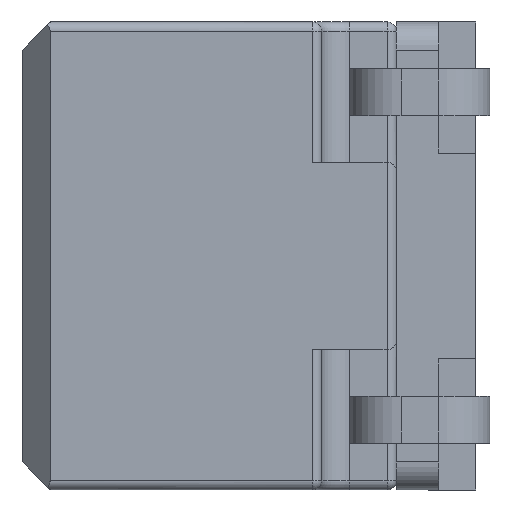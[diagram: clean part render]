
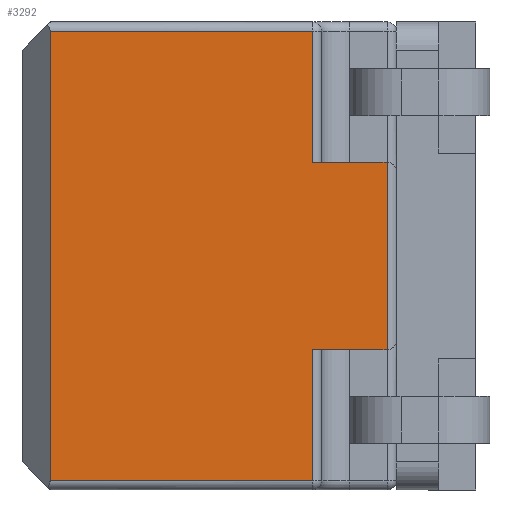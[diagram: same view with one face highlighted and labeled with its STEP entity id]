
A CAD part, left-side view. The second image highlights one B-rep face of the part: STEP entity #3292.
In plain terms, the highlighted planar face has unit normal (-1, 0, 0).
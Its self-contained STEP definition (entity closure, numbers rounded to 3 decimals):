
#45 = CARTESIAN_POINT ( 'NONE',  ( -2.5, 4.5, 2.4 ) ) ;
#148 = PLANE ( 'NONE',  #1400 ) ;
#180 = CARTESIAN_POINT ( 'NONE',  ( -2.5, 1.7, 2.4 ) ) ;
#210 = VECTOR ( 'NONE', #3954, 1000. ) ;
#226 = VERTEX_POINT ( 'NONE', #1712 ) ;
#252 = CARTESIAN_POINT ( 'NONE',  ( -2.5, 1.6, 1. ) ) ;
#714 = EDGE_CURVE ( 'NONE', #1933, #2634, #1414, .T. ) ;
#797 = EDGE_CURVE ( 'NONE', #3411, #1032, #3593, .T. ) ;
#813 = ORIENTED_EDGE ( 'NONE', *, *, #3310, .T. ) ;
#852 = DIRECTION ( 'NONE',  ( 0., -1., 0. ) ) ;
#1032 = VERTEX_POINT ( 'NONE', #180 ) ;
#1056 = VECTOR ( 'NONE', #2482, 1000. ) ;
#1066 = CARTESIAN_POINT ( 'NONE',  ( -2.5, 4.8, -2.4 ) ) ;
#1088 = EDGE_CURVE ( 'NONE', #226, #1840, #1499, .T. ) ;
#1153 = DIRECTION ( 'NONE',  ( 0., 0., -1. ) ) ;
#1265 = VECTOR ( 'NONE', #852, 1000. ) ;
#1353 = ORIENTED_EDGE ( 'NONE', *, *, #2850, .F. ) ;
#1400 = AXIS2_PLACEMENT_3D ( 'NONE', #2150, #1491, #1153 ) ;
#1414 = LINE ( 'NONE', #3892, #2959 ) ;
#1491 = DIRECTION ( 'NONE',  ( 1., 0., 0. ) ) ;
#1499 = LINE ( 'NONE', #4156, #2763 ) ;
#1570 = EDGE_LOOP ( 'NONE', ( #3194, #2249, #1353, #3468, #4024, #2212, #4220, #813 ) ) ;
#1711 = LINE ( 'NONE', #1066, #4202 ) ;
#1712 = CARTESIAN_POINT ( 'NONE',  ( -2.5, 0.9, -1. ) ) ;
#1730 = CARTESIAN_POINT ( 'NONE',  ( -2.5, 4.8, 2.4 ) ) ;
#1840 = VERTEX_POINT ( 'NONE', #2692 ) ;
#1885 = DIRECTION ( 'NONE',  ( 0., 0., 1. ) ) ;
#1933 = VERTEX_POINT ( 'NONE', #45 ) ;
#2077 = DIRECTION ( 'NONE',  ( 0., 1., 0. ) ) ;
#2110 = VERTEX_POINT ( 'NONE', #3506 ) ;
#2150 = CARTESIAN_POINT ( 'NONE',  ( -2.5, 4.8, 2.5 ) ) ;
#2165 = DIRECTION ( 'NONE',  ( 0., 0., 1. ) ) ;
#2189 = CARTESIAN_POINT ( 'NONE',  ( -2.5, 1.7, 2.5 ) ) ;
#2212 = ORIENTED_EDGE ( 'NONE', *, *, #714, .T. ) ;
#2249 = ORIENTED_EDGE ( 'NONE', *, *, #1088, .T. ) ;
#2482 = DIRECTION ( 'NONE',  ( 0., 0., 1. ) ) ;
#2529 = CARTESIAN_POINT ( 'NONE',  ( -2.5, 1.6, -1. ) ) ;
#2634 = VERTEX_POINT ( 'NONE', #2808 ) ;
#2683 = DIRECTION ( 'NONE',  ( 0., -1., 0. ) ) ;
#2692 = CARTESIAN_POINT ( 'NONE',  ( -2.5, 0.9, 1. ) ) ;
#2763 = VECTOR ( 'NONE', #2165, 1000. ) ;
#2808 = CARTESIAN_POINT ( 'NONE',  ( -2.5, 4.5, -2.4 ) ) ;
#2850 = EDGE_CURVE ( 'NONE', #3411, #1840, #2974, .T. ) ;
#2959 = VECTOR ( 'NONE', #3615, 1000. ) ;
#2974 = LINE ( 'NONE', #252, #210 ) ;
#3073 = LINE ( 'NONE', #2529, #1265 ) ;
#3087 = EDGE_CURVE ( 'NONE', #1032, #1933, #3699, .T. ) ;
#3173 = LINE ( 'NONE', #3473, #1056 ) ;
#3194 = ORIENTED_EDGE ( 'NONE', *, *, #3237, .T. ) ;
#3219 = VECTOR ( 'NONE', #1885, 1000. ) ;
#3237 = EDGE_CURVE ( 'NONE', #4270, #226, #3073, .T. ) ;
#3292 = ADVANCED_FACE ( 'NONE', ( #4154 ), #148, .F. ) ;
#3310 = EDGE_CURVE ( 'NONE', #2110, #4270, #3173, .T. ) ;
#3391 = VECTOR ( 'NONE', #2077, 1000. ) ;
#3411 = VERTEX_POINT ( 'NONE', #3906 ) ;
#3468 = ORIENTED_EDGE ( 'NONE', *, *, #797, .T. ) ;
#3473 = CARTESIAN_POINT ( 'NONE',  ( -2.5, 1.7, -1. ) ) ;
#3506 = CARTESIAN_POINT ( 'NONE',  ( -2.5, 1.7, -2.4 ) ) ;
#3593 = LINE ( 'NONE', #2189, #3219 ) ;
#3615 = DIRECTION ( 'NONE',  ( 0., 0., -1. ) ) ;
#3699 = LINE ( 'NONE', #1730, #3391 ) ;
#3892 = CARTESIAN_POINT ( 'NONE',  ( -2.5, 4.5, -2.5 ) ) ;
#3906 = CARTESIAN_POINT ( 'NONE',  ( -2.5, 1.7, 1. ) ) ;
#3954 = DIRECTION ( 'NONE',  ( 0., -1., 0. ) ) ;
#4024 = ORIENTED_EDGE ( 'NONE', *, *, #3087, .T. ) ;
#4027 = CARTESIAN_POINT ( 'NONE',  ( -2.5, 1.7, -1. ) ) ;
#4154 = FACE_OUTER_BOUND ( 'NONE', #1570, .T. ) ;
#4156 = CARTESIAN_POINT ( 'NONE',  ( -2.5, 0.9, 2.5 ) ) ;
#4202 = VECTOR ( 'NONE', #2683, 1000. ) ;
#4213 = EDGE_CURVE ( 'NONE', #2634, #2110, #1711, .T. ) ;
#4220 = ORIENTED_EDGE ( 'NONE', *, *, #4213, .T. ) ;
#4270 = VERTEX_POINT ( 'NONE', #4027 ) ;
